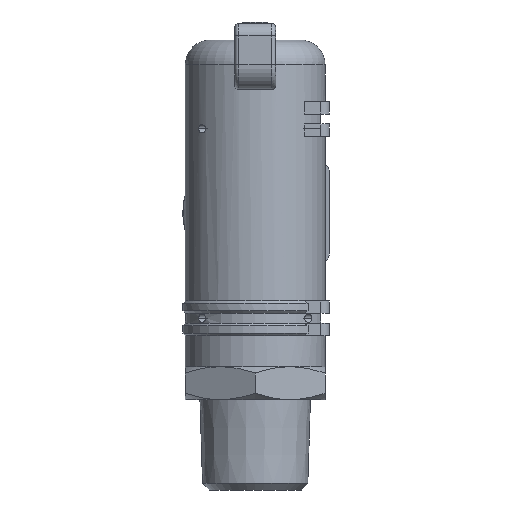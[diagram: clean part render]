
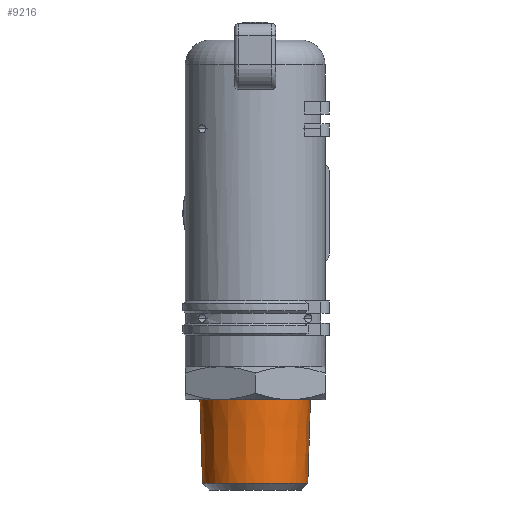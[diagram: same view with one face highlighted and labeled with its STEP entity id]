
A CAD part, front view. The second image highlights one B-rep face of the part: STEP entity #9216.
In plain terms, the highlighted conical face has half-angle 1.79 degrees and reference radius 6.552 mm.
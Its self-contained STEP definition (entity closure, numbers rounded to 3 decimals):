
#1469=CARTESIAN_POINT('',(6.305,-5.875,-27.675));
#1470=VERTEX_POINT('',#1469);
#1471=CARTESIAN_POINT('',(6.624,-5.875,-17.475));
#1472=VERTEX_POINT('',#1471);
#1473=CARTESIAN_POINT('',(6.305,-5.875,-27.675));
#1474=DIRECTION('',(0.031,0.,1.));
#1475=VECTOR('',#1474,10.205);
#1476=LINE('',#1473,#1475);
#1477=EDGE_CURVE('',#1470,#1472,#1476,.T.);
#1479=CARTESIAN_POINT('',(-6.505,-5.875,-27.675));
#1480=VERTEX_POINT('',#1479);
#1488=CARTESIAN_POINT('',(-6.824,-5.875,-17.475));
#1489=VERTEX_POINT('',#1488);
#1490=CARTESIAN_POINT('',(-6.505,-5.875,-27.675));
#1491=DIRECTION('',(-0.031,0.,1.));
#1492=VECTOR('',#1491,10.205);
#1493=LINE('',#1490,#1492);
#1494=EDGE_CURVE('',#1480,#1489,#1493,.T.);
#1534=CARTESIAN_POINT('',(-0.1,-5.875,-27.675));
#1535=DIRECTION('',(0.0,0.0,-1.0));
#1536=DIRECTION('',(-1.0,0.0,0.0));
#1537=AXIS2_PLACEMENT_3D('',#1534,#1535,#1536);
#1538=CIRCLE('',#1537,6.405);
#1539=EDGE_CURVE('',#1470,#1480,#1538,.T.);
#9199=CARTESIAN_POINT('',(-0.1,-5.875,-22.975));
#9200=DIRECTION('',(0.0,0.0,1.0));
#9201=DIRECTION('',(1.0,0.0,0.0));
#9202=AXIS2_PLACEMENT_3D('',#9199,#9200,#9201);
#9203=CONICAL_SURFACE('',#9202,6.552,1.79);
#9204=ORIENTED_EDGE('',*,*,#1477,.T.);
#9205=CARTESIAN_POINT('',(-0.1,-5.875,-17.475));
#9206=DIRECTION('',(0.0,0.0,1.0));
#9207=DIRECTION('',(1.0,0.0,0.0));
#9208=AXIS2_PLACEMENT_3D('',#9205,#9206,#9207);
#9209=CIRCLE('',#9208,6.724);
#9210=EDGE_CURVE('',#1489,#1472,#9209,.T.);
#9211=ORIENTED_EDGE('',*,*,#9210,.F.);
#9212=ORIENTED_EDGE('',*,*,#1494,.F.);
#9213=ORIENTED_EDGE('',*,*,#1539,.F.);
#9214=EDGE_LOOP('',(#9204,#9211,#9212,#9213));
#9215=FACE_OUTER_BOUND('',#9214,.T.);
#9216=ADVANCED_FACE('',(#9215),#9203,.T.);
